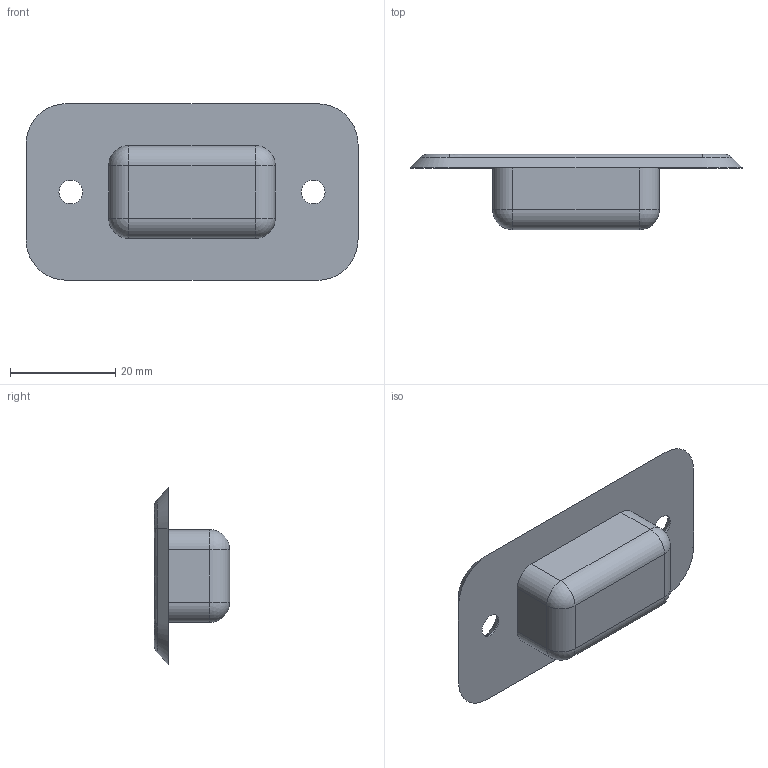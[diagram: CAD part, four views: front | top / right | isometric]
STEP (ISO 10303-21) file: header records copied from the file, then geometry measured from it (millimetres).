
FILE_DESCRIPTION (( 'STEP AP203' ), '1' );
FILE_NAME ('sone3D.STEP', '2013-10-10T05:09:08', ( '' ), ( '' ), 'SwSTEP 2.0', 'SolidWorks 2012', '' );
FILE_SCHEMA (( 'CONFIG_CONTROL_DESIGN' ));
Length unit declared in the file: millimetre
Products named in the file (1): sone3D
Bounding box: 63 x 14.3 x 33.5 mm (x, y, z)
Volume: 4411.5 mm3; surface area: 6175.8 mm2
Topology: 1 solids, 1 shells, 62 faces, 156 edges, 90 vertices
Faces by surface type: cylinder 24, plane 12, bspline 10, sphere 8, cone 4, torus 4
Entity records: 2917 total; most frequent: CARTESIAN_POINT 1439, ORIENTED_EDGE 296, DIRECTION 290, EDGE_CURVE 148, AXIS2_PLACEMENT_3D 117, VERTEX_POINT 90, EDGE_LOOP 68, CIRCLE 64
